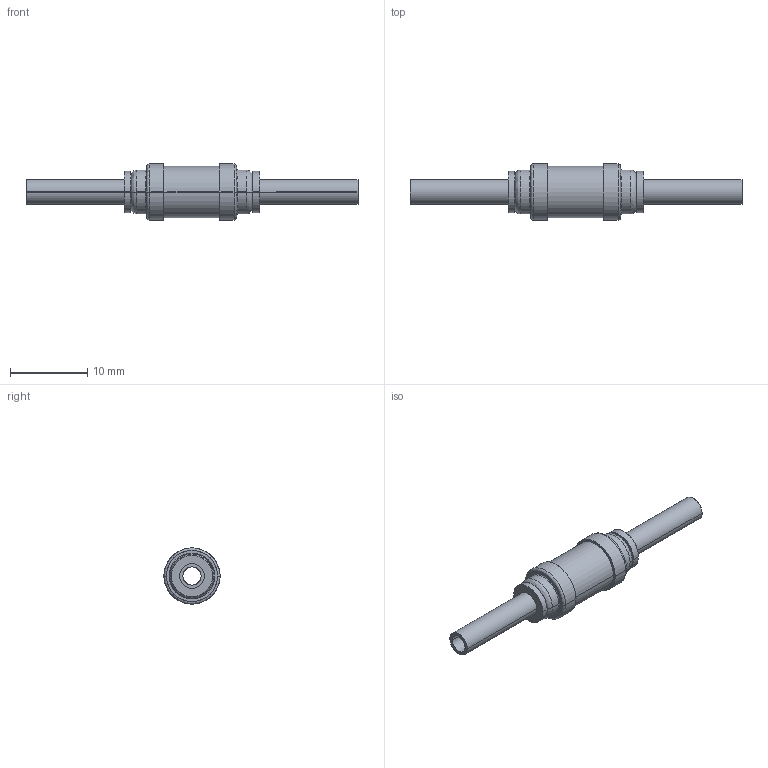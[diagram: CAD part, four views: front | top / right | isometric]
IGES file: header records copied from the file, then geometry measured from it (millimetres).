
Start section: SolidWorks IGES file using analytic representation for surfaces
Global section: file name: 0858-01-W.IGS; native system: SolidWorks 2008; preprocessor: SolidWorks 2008; author: Juan Medina; date: 081119.141856; units: inch
Bounding box: 42.93 x 7.26 x 7.26 mm (x, y, z)
Surface area: 1041.5 mm2 (no closed solid volume)
Topology: 0 solids, 0 shells, 50 faces, 800 edges, 800 vertices
Faces by surface type: revolution 28, bspline 22
